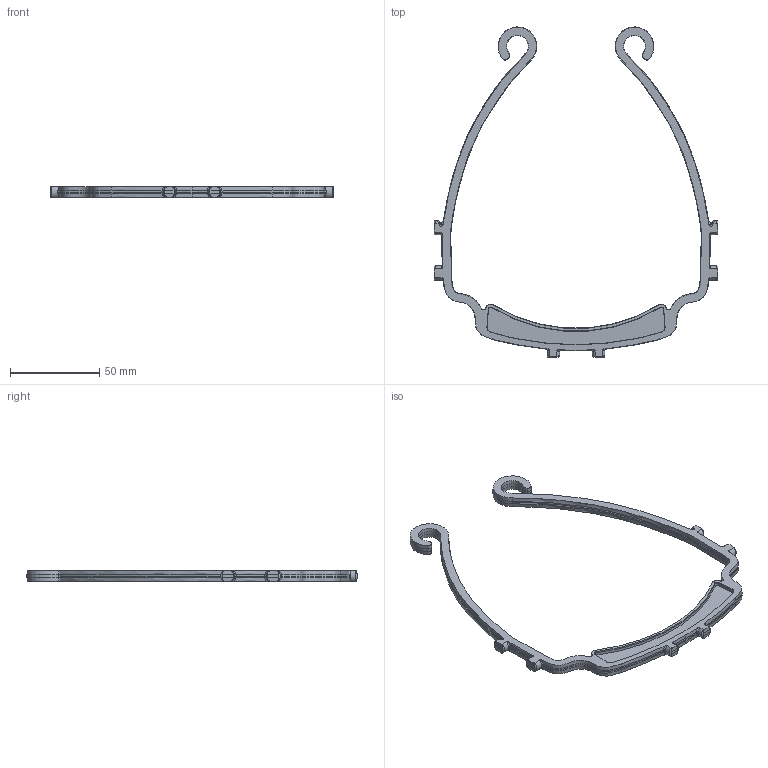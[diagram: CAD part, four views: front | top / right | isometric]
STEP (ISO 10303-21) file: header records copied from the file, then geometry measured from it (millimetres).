
FILE_DESCRIPTION(/* description */ (''),/* implementation_level */ '2;1');
FILE_NAME(/* name */ 'headband_IM_1mm_thick-deep.stp',/* time_stamp */ '2020-04-01T14:35:19-04:00',/* author */ ('Clevo'),/* organization */ (''),/* preprocessor_version */ 'ST-DEVELOPER v18',/* originating_system */ 'Autodesk Inventor 2020',/* authorisation */ '');
FILE_SCHEMA (('AUTOMOTIVE_DESIGN { 1 0 10303 214 3 1 1 }'));
Length unit declared in the file: millimetre
Products named in the file (1): headband_IM_1mm_thick-deep
Bounding box: 158.68 x 184.49 x 6 mm (x, y, z)
Volume: 18214.3 mm3; surface area: 14975.3 mm2
Topology: 1 solids, 1 shells, 263 faces, 702 edges, 443 vertices
Faces by surface type: bspline 146, plane 38, cylinder 35, cone 28, torus 16
Entity records: 14741 total; most frequent: CARTESIAN_POINT 9345, ORIENTED_EDGE 1404, EDGE_CURVE 702, DIRECTION 642, VERTEX_POINT 443, B_SPLINE_CURVE_WITH_KNOTS 410, EDGE_LOOP 265, FACE_OUTER_BOUND 263
